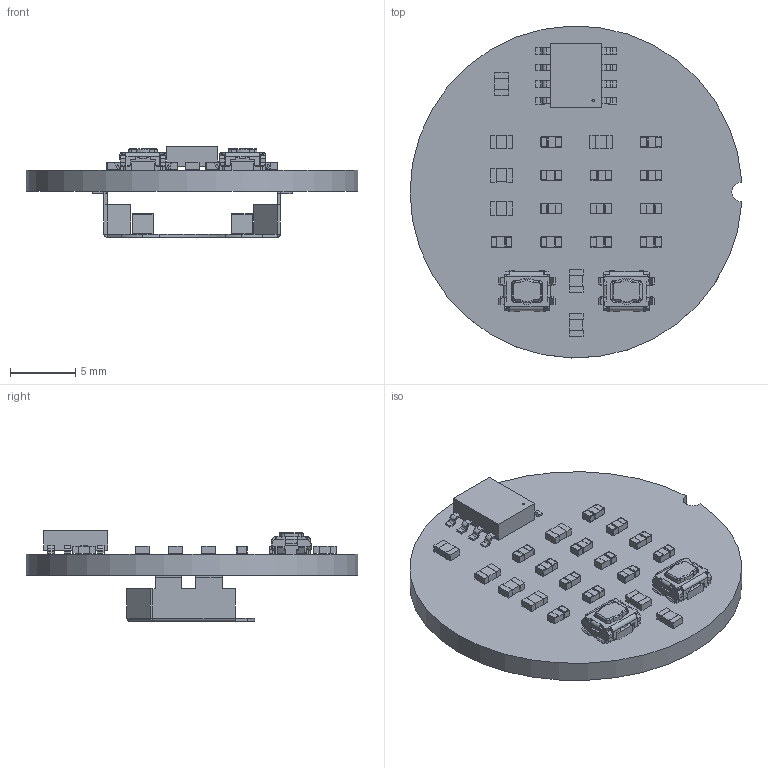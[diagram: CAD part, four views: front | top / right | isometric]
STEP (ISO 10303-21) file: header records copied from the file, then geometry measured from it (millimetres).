
FILE_DESCRIPTION(('KiCad electronic assembly'),'2;1');
FILE_NAME('pcb.step','2023-05-31T23:44:22',('Pcbnew'),('Kicad'), 'Open CASCADE STEP processor 7.6','KiCad to STEP converter','Unknown' );
FILE_SCHEMA(('AUTOMOTIVE_DESIGN { 1 0 10303 214 1 1 1 1 }'));
Length unit declared in the file: millimetre
Products named in the file (14): pcb 1; ERJ-H3GJ472V; COMPOUND; IN-S63BT; ERJ-H3GJ470V; ATTINY402-SSNR; evpaa202k; SOLID; BK-916-TR; _autosave-watch PCB
Assembly tree (30 placements, depth 3):
  pcb 1
    ERJ-H3GJ472V  x3
      COMPOUND
    IN-S63BT  x12
      COMPOUND
    ERJ-H3GJ470V  x4
      COMPOUND
    ATTINY402-SSNR
      COMPOUND
    evpaa202k  x2
      SOLID
    BK-916-TR
      SOLID
    _autosave-watch PCB
Bounding box: 25.39 x 25.4 x 6.95 mm (x, y, z)
Volume: 924.2 mm3; surface area: 1878.7 mm2
Topology: 83 solids, 83 shells, 1417 faces, 3543 edges, 2266 vertices
Faces by surface type: plane 1195, cylinder 200, bspline 14, torus 8
Full cylindrical faces by diameter (mm): 0.196 x1
Entity records: 41776 total; most frequent: CARTESIAN_POINT 8214, DIRECTION 5992, LINE 4126, VECTOR 4126, ORIENTED_EDGE 3160, PCURVE 3160, DEFINITIONAL_REPRESENTATION 3160, EDGE_CURVE 1580
